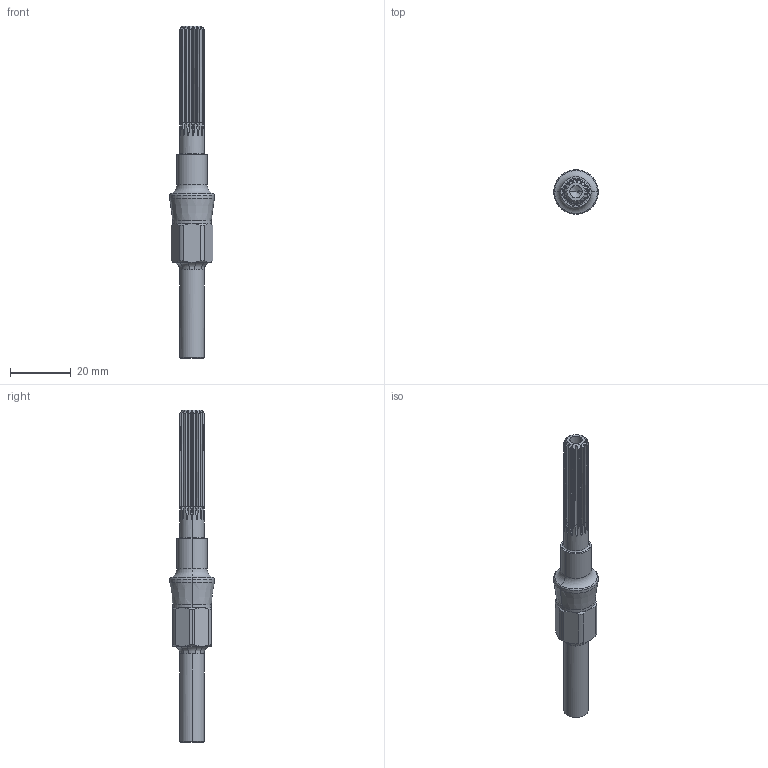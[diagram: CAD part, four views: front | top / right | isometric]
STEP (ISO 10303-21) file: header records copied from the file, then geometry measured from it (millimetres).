
FILE_DESCRIPTION (( 'STEP AP214' ), '1' );
FILE_NAME ('REV-21-2849-P01.STEP', '2024-12-06T14:50:15', ( '' ), ( '' ), 'SwSTEP 2.0', 'SolidWorks 2022', '' );
FILE_SCHEMA (( 'AUTOMOTIVE_DESIGN' ));
Length unit declared in the file: millimetre
Products named in the file (1): REV-21-2849-P01
Bounding box: 14.63 x 14.63 x 109.06 mm (x, y, z)
Volume: 6854.6 mm3; surface area: 4636.7 mm2
Topology: 1 solids, 1 shells, 236 faces, 564 edges, 329 vertices
Faces by surface type: bspline 66, cylinder 64, torus 58, cone 24, plane 24
Entity records: 9544 total; most frequent: CARTESIAN_POINT 4492, ORIENTED_EDGE 1120, DIRECTION 956, EDGE_CURVE 560, AXIS2_PLACEMENT_3D 425, VERTEX_POINT 329, CIRCLE 254, EDGE_LOOP 239
